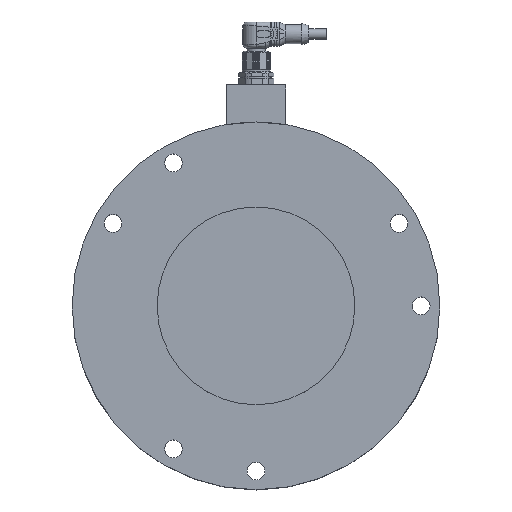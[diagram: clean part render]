
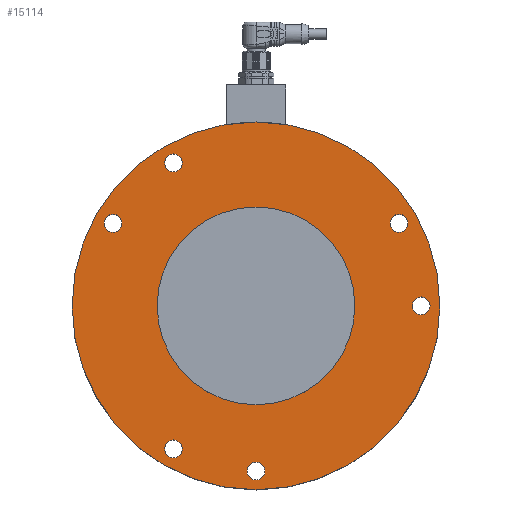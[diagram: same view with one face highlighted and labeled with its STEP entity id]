
A CAD part, top view. The second image highlights one B-rep face of the part: STEP entity #15114.
In plain terms, the highlighted planar face has unit normal (0, 0, 1).
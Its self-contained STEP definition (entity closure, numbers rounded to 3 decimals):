
#741 = CARTESIAN_POINT ( 'NONE',  ( -45.647, -70.063, 33.25 ) ) ;
#1155 = DIRECTION ( 'NONE',  ( -0.866, 0.5, 0. ) ) ;
#1251 = FACE_BOUND ( 'NONE', #1510, .T. ) ;
#1344 = DIRECTION ( 'NONE',  ( 0., 0., 1. ) ) ;
#1510 = EDGE_LOOP ( 'NONE', ( #8930 ) ) ;
#1806 = AXIS2_PLACEMENT_3D ( 'NONE', #12407, #22087, #19980 ) ;
#1826 = EDGE_CURVE ( 'NONE', #10807, #10807, #7627, .T. ) ;
#2056 = EDGE_LOOP ( 'NONE', ( #22062 ) ) ;
#2486 = CIRCLE ( 'NONE', #11987, 4.5 ) ;
#2625 = EDGE_CURVE ( 'NONE', #8825, #8825, #3738, .T. ) ;
#2804 = EDGE_LOOP ( 'NONE', ( #5868 ) ) ;
#2867 = VERTEX_POINT ( 'NONE', #13912 ) ;
#3738 = CIRCLE ( 'NONE', #1806, 93. ) ;
#4101 = CARTESIAN_POINT ( 'NONE',  ( -80.54, 46.5, 33.25 ) ) ;
#4203 = CARTESIAN_POINT ( 'NONE',  ( -3.897, -81.25, 33.25 ) ) ;
#4525 = DIRECTION ( 'NONE',  ( 0., 0., 1. ) ) ;
#4749 = CARTESIAN_POINT ( 'NONE',  ( 83.5, 0., 33.25 ) ) ;
#4887 = CARTESIAN_POINT ( 'NONE',  ( -41.75, -72.313, 33.25 ) ) ;
#4984 = FACE_BOUND ( 'NONE', #16603, .T. ) ;
#5069 = AXIS2_PLACEMENT_3D ( 'NONE', #4887, #18175, #1155 ) ;
#5230 = FACE_BOUND ( 'NONE', #20499, .T. ) ;
#5486 = FACE_OUTER_BOUND ( 'NONE', #6766, .T. ) ;
#5868 = ORIENTED_EDGE ( 'NONE', *, *, #23264, .F. ) ;
#6070 = VERTEX_POINT ( 'NONE', #4203 ) ;
#6306 = DIRECTION ( 'NONE',  ( 0., 0., 1. ) ) ;
#6502 = DIRECTION ( 'NONE',  ( 0., 0., 1. ) ) ;
#6766 = EDGE_LOOP ( 'NONE', ( #10998 ) ) ;
#6858 = CARTESIAN_POINT ( 'NONE',  ( 79.603, 2.25, 33.25 ) ) ;
#7499 = EDGE_CURVE ( 'NONE', #2867, #2867, #22477, .T. ) ;
#7609 = EDGE_CURVE ( 'NONE', #10055, #10055, #10588, .T. ) ;
#7627 = CIRCLE ( 'NONE', #20309, 4.5 ) ;
#7803 = AXIS2_PLACEMENT_3D ( 'NONE', #15427, #21127, #15187 ) ;
#8810 = DIRECTION ( 'NONE',  ( -0.866, 0.5, 0. ) ) ;
#8825 = VERTEX_POINT ( 'NONE', #4101 ) ;
#8909 = CARTESIAN_POINT ( 'NONE',  ( -41.75, 72.313, 33.25 ) ) ;
#8930 = ORIENTED_EDGE ( 'NONE', *, *, #7609, .F. ) ;
#9928 = ORIENTED_EDGE ( 'NONE', *, *, #7499, .F. ) ;
#10055 = VERTEX_POINT ( 'NONE', #741 ) ;
#10588 = CIRCLE ( 'NONE', #5069, 4.5 ) ;
#10654 = VERTEX_POINT ( 'NONE', #18250 ) ;
#10726 = DIRECTION ( 'NONE',  ( -0.866, 0.5, 0. ) ) ;
#10807 = VERTEX_POINT ( 'NONE', #6858 ) ;
#10996 = EDGE_LOOP ( 'NONE', ( #18783 ) ) ;
#10998 = ORIENTED_EDGE ( 'NONE', *, *, #2625, .T. ) ;
#11774 = AXIS2_PLACEMENT_3D ( 'NONE', #13954, #4525, #15942 ) ;
#11987 = AXIS2_PLACEMENT_3D ( 'NONE', #23857, #6306, #21546 ) ;
#12407 = CARTESIAN_POINT ( 'NONE',  ( 0., 0., 33.25 ) ) ;
#12547 = PLANE ( 'NONE',  #23865 ) ;
#13041 = FACE_BOUND ( 'NONE', #10996, .T. ) ;
#13912 = CARTESIAN_POINT ( 'NONE',  ( -25., -43.301, 33.25 ) ) ;
#13954 = CARTESIAN_POINT ( 'NONE',  ( 0., 0., 33.25 ) ) ;
#14351 = EDGE_CURVE ( 'NONE', #22083, #22083, #17914, .T. ) ;
#14432 = DIRECTION ( 'NONE',  ( -0.866, 0.5, 0. ) ) ;
#14642 = EDGE_CURVE ( 'NONE', #10654, #10654, #2486, .T. ) ;
#14671 = ORIENTED_EDGE ( 'NONE', *, *, #16578, .F. ) ;
#14962 = CIRCLE ( 'NONE', #7803, 4.5 ) ;
#15114 = ADVANCED_FACE ( 'NONE', ( #4984, #22213, #13041, #5230, #1251, #22470, #5486, #20484 ), #12547, .T. ) ;
#15187 = DIRECTION ( 'NONE',  ( -0.866, 0.5, 0. ) ) ;
#15427 = CARTESIAN_POINT ( 'NONE',  ( 0., -83.5, 33.25 ) ) ;
#15942 = DIRECTION ( 'NONE',  ( -0.5, -0.866, 0. ) ) ;
#16578 = EDGE_CURVE ( 'NONE', #21065, #21065, #18632, .T. ) ;
#16603 = EDGE_LOOP ( 'NONE', ( #16693 ) ) ;
#16630 = CARTESIAN_POINT ( 'NONE',  ( -45.647, 74.563, 33.25 ) ) ;
#16693 = ORIENTED_EDGE ( 'NONE', *, *, #14351, .F. ) ;
#17116 = CARTESIAN_POINT ( 'NONE',  ( 68.416, 44., 33.25 ) ) ;
#17914 = CIRCLE ( 'NONE', #20277, 4.5 ) ;
#18175 = DIRECTION ( 'NONE',  ( 0., 0., 1. ) ) ;
#18250 = CARTESIAN_POINT ( 'NONE',  ( -76.21, 44., 33.25 ) ) ;
#18265 = DIRECTION ( 'NONE',  ( 0., 0., 1. ) ) ;
#18632 = CIRCLE ( 'NONE', #22193, 4.5 ) ;
#18783 = ORIENTED_EDGE ( 'NONE', *, *, #1826, .F. ) ;
#19980 = DIRECTION ( 'NONE',  ( -0.866, 0.5, 0. ) ) ;
#20119 = CARTESIAN_POINT ( 'NONE',  ( 0., 0., 33.25 ) ) ;
#20277 = AXIS2_PLACEMENT_3D ( 'NONE', #8909, #1344, #22309 ) ;
#20309 = AXIS2_PLACEMENT_3D ( 'NONE', #4749, #6502, #14432 ) ;
#20340 = EDGE_LOOP ( 'NONE', ( #9928 ) ) ;
#20484 = FACE_BOUND ( 'NONE', #20340, .T. ) ;
#20499 = EDGE_LOOP ( 'NONE', ( #14671 ) ) ;
#21065 = VERTEX_POINT ( 'NONE', #17116 ) ;
#21127 = DIRECTION ( 'NONE',  ( 0., 0., 1. ) ) ;
#21546 = DIRECTION ( 'NONE',  ( -0.866, 0.5, 0. ) ) ;
#22062 = ORIENTED_EDGE ( 'NONE', *, *, #14642, .F. ) ;
#22083 = VERTEX_POINT ( 'NONE', #16630 ) ;
#22087 = DIRECTION ( 'NONE',  ( 0., 0., 1. ) ) ;
#22193 = AXIS2_PLACEMENT_3D ( 'NONE', #24254, #22274, #10726 ) ;
#22213 = FACE_BOUND ( 'NONE', #2056, .T. ) ;
#22274 = DIRECTION ( 'NONE',  ( 0., 0., 1. ) ) ;
#22309 = DIRECTION ( 'NONE',  ( -0.866, 0.5, 0. ) ) ;
#22470 = FACE_BOUND ( 'NONE', #2804, .T. ) ;
#22477 = CIRCLE ( 'NONE', #11774, 50. ) ;
#23264 = EDGE_CURVE ( 'NONE', #6070, #6070, #14962, .T. ) ;
#23857 = CARTESIAN_POINT ( 'NONE',  ( -72.313, 41.75, 33.25 ) ) ;
#23865 = AXIS2_PLACEMENT_3D ( 'NONE', #20119, #18265, #8810 ) ;
#24254 = CARTESIAN_POINT ( 'NONE',  ( 72.313, 41.75, 33.25 ) ) ;
